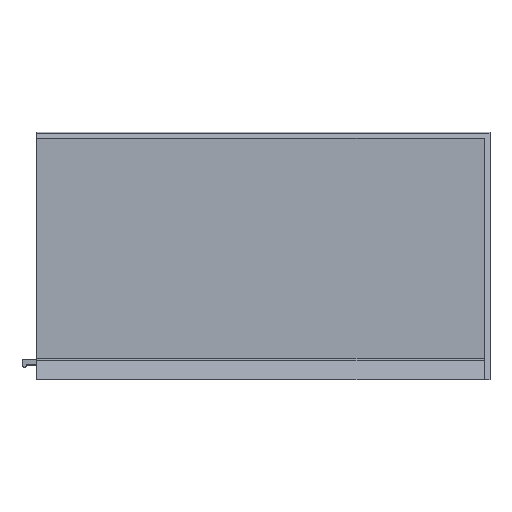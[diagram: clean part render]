
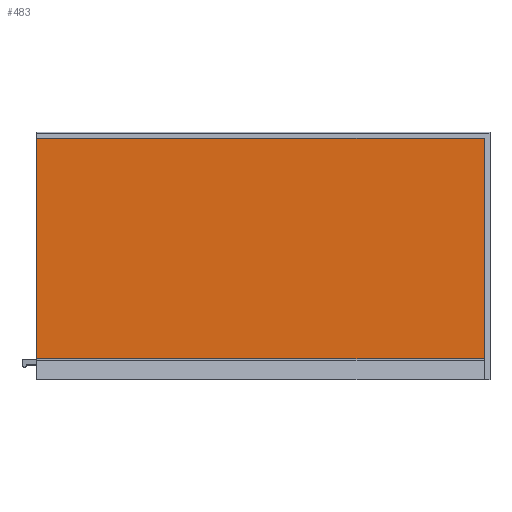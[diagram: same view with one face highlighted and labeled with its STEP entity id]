
A CAD part, top view. The second image highlights one B-rep face of the part: STEP entity #483.
In plain terms, the highlighted planar face has unit normal (0, 0, 1).
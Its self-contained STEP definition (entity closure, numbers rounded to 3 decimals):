
#45=PLANE('',#513);
#79=VECTOR('',#563,1.);
#97=VECTOR('',#594,1.);
#99=VECTOR('',#597,1.);
#100=VECTOR('',#598,1.);
#138=LINE('',#680,#79);
#156=LINE('',#719,#97);
#158=LINE('',#723,#99);
#159=LINE('',#725,#100);
#197=VERTEX_POINT('',#679);
#198=VERTEX_POINT('',#681);
#209=VERTEX_POINT('',#720);
#210=VERTEX_POINT('',#724);
#252=EDGE_CURVE('',#198,#197,#138,.T.);
#272=EDGE_CURVE('',#198,#209,#156,.T.);
#274=EDGE_CURVE('',#197,#210,#158,.T.);
#275=EDGE_CURVE('',#210,#209,#159,.T.);
#367=ORIENTED_EDGE('',*,*,#252,.T.);
#368=ORIENTED_EDGE('',*,*,#274,.T.);
#369=ORIENTED_EDGE('',*,*,#275,.T.);
#370=ORIENTED_EDGE('',*,*,#272,.F.);
#435=EDGE_LOOP('',(#367,#368,#369,#370));
#459=FACE_BOUND('',#435,.T.);
#483=ADVANCED_FACE('',(#459),#45,.T.);
#513=AXIS2_PLACEMENT_3D('',#722,#596,$);
#563=DIRECTION('',(0.,-1.,0.));
#594=DIRECTION('',(1.,0.,0.));
#596=DIRECTION('',(0.,0.,1.));
#597=DIRECTION('',(1.,0.,0.));
#598=DIRECTION('',(0.,1.,0.));
#679=CARTESIAN_POINT('',(150.,2.733,-21.706));
#680=CARTESIAN_POINT('',(150.,38.83,-21.706));
#681=CARTESIAN_POINT('',(150.,77.533,-21.706));
#719=CARTESIAN_POINT('',(0.,77.533,-21.706));
#720=CARTESIAN_POINT('',(300.,77.533,-21.706));
#722=CARTESIAN_POINT('',(0.,40.133,-21.706));
#723=CARTESIAN_POINT('',(0.,2.733,-21.706));
#724=CARTESIAN_POINT('',(300.,2.733,-21.706));
#725=CARTESIAN_POINT('',(300.,2.733,-21.706));
